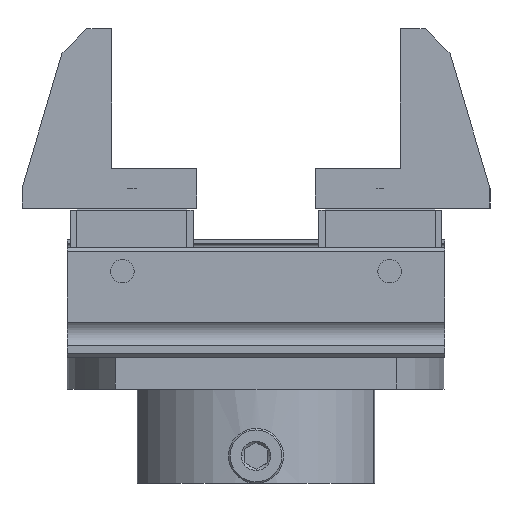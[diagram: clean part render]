
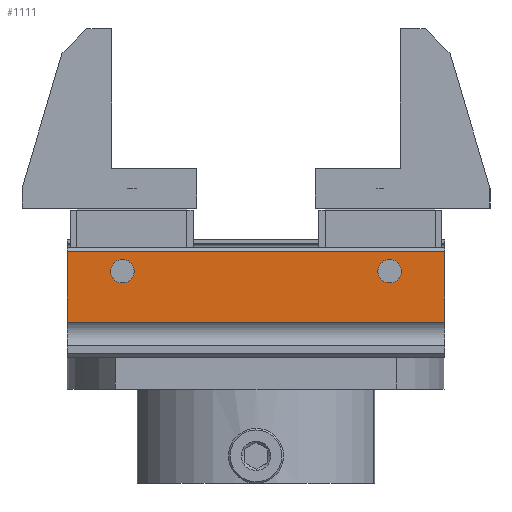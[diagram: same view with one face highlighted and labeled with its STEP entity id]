
A CAD part, front view. The second image highlights one B-rep face of the part: STEP entity #1111.
In plain terms, the highlighted face is planar.
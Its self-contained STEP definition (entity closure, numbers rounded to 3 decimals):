
#588 = DIRECTION ( 'NONE',  ( 0., 0., -1. ) ) ;
#622 = DIRECTION ( 'NONE',  ( 0., 0., 1. ) ) ;
#714 = DIRECTION ( 'NONE',  ( -1., 0., 0. ) ) ;
#1111 = ADVANCED_FACE ( 'NONE', ( #12531, #3629, #2214 ), #7957, .F. ) ;
#1249 = DIRECTION ( 'NONE',  ( 0., 0., -1. ) ) ;
#2166 = AXIS2_PLACEMENT_3D ( 'NONE', #3406, #14875, #588 ) ;
#2204 = DIRECTION ( 'NONE',  ( 0., -1., 0. ) ) ;
#2214 = FACE_BOUND ( 'NONE', #12221, .T. ) ;
#2373 = EDGE_CURVE ( 'NONE', #9475, #7454, #15074, .T. ) ;
#2592 = DIRECTION ( 'NONE',  ( 0., 0., -1. ) ) ;
#2787 = VECTOR ( 'NONE', #2204, 1000. ) ;
#2823 = ORIENTED_EDGE ( 'NONE', *, *, #17495, .F. ) ;
#2946 = EDGE_CURVE ( 'NONE', #12553, #16480, #7882, .T. ) ;
#3072 = VERTEX_POINT ( 'NONE', #6611 ) ;
#3229 = CARTESIAN_POINT ( 'NONE',  ( 16., 9.5, 24. ) ) ;
#3406 = CARTESIAN_POINT ( 'NONE',  ( 16., 3., -17. ) ) ;
#3629 = FACE_BOUND ( 'NONE', #10020, .T. ) ;
#3783 = VERTEX_POINT ( 'NONE', #16897 ) ;
#4929 = DIRECTION ( 'NONE',  ( 1., 0., 0. ) ) ;
#5067 = VECTOR ( 'NONE', #622, 1000. ) ;
#5311 = CARTESIAN_POINT ( 'NONE',  ( 16., 3., -17. ) ) ;
#5403 = CARTESIAN_POINT ( 'NONE',  ( 16., 9.5, -24. ) ) ;
#5701 = CARTESIAN_POINT ( 'NONE',  ( 16., 3., -18.5 ) ) ;
#5905 = CARTESIAN_POINT ( 'NONE',  ( 16., 14., -24. ) ) ;
#5961 = EDGE_LOOP ( 'NONE', ( #16762, #12668, #6473, #6982 ) ) ;
#6167 = EDGE_CURVE ( 'NONE', #9935, #3072, #12394, .T. ) ;
#6180 = LINE ( 'NONE', #7683, #5067 ) ;
#6473 = ORIENTED_EDGE ( 'NONE', *, *, #7147, .F. ) ;
#6611 = CARTESIAN_POINT ( 'NONE',  ( 16., 0.5, -24. ) ) ;
#6982 = ORIENTED_EDGE ( 'NONE', *, *, #2373, .T. ) ;
#7147 = EDGE_CURVE ( 'NONE', #9475, #9935, #11207, .T. ) ;
#7193 = VERTEX_POINT ( 'NONE', #8397 ) ;
#7454 = VERTEX_POINT ( 'NONE', #11592 ) ;
#7592 = EDGE_CURVE ( 'NONE', #3783, #7193, #12014, .T. ) ;
#7683 = CARTESIAN_POINT ( 'NONE',  ( 16., 0.5, -24. ) ) ;
#7694 = CARTESIAN_POINT ( 'NONE',  ( 16., 3., -15.5 ) ) ;
#7882 = CIRCLE ( 'NONE', #2166, 1.5 ) ;
#7957 = PLANE ( 'NONE',  #11736 ) ;
#8332 = CARTESIAN_POINT ( 'NONE',  ( 16., 3., 17. ) ) ;
#8397 = CARTESIAN_POINT ( 'NONE',  ( 16., 3., 15.5 ) ) ;
#8715 = ORIENTED_EDGE ( 'NONE', *, *, #2946, .F. ) ;
#9468 = DIRECTION ( 'NONE',  ( 0., 0., 1. ) ) ;
#9475 = VERTEX_POINT ( 'NONE', #3229 ) ;
#9612 = DIRECTION ( 'NONE',  ( 1., 0., 0. ) ) ;
#9935 = VERTEX_POINT ( 'NONE', #18439 ) ;
#10020 = EDGE_LOOP ( 'NONE', ( #8715, #15686 ) ) ;
#11027 = DIRECTION ( 'NONE',  ( 0., 0., -1. ) ) ;
#11207 = LINE ( 'NONE', #5403, #15299 ) ;
#11264 = CIRCLE ( 'NONE', #11536, 1.5 ) ;
#11354 = EDGE_CURVE ( 'NONE', #3072, #7454, #6180, .T. ) ;
#11375 = DIRECTION ( 'NONE',  ( 0., -1., 0. ) ) ;
#11536 = AXIS2_PLACEMENT_3D ( 'NONE', #5311, #9612, #12506 ) ;
#11592 = CARTESIAN_POINT ( 'NONE',  ( 16., 0.5, 24. ) ) ;
#11736 = AXIS2_PLACEMENT_3D ( 'NONE', #5905, #714, #9468 ) ;
#12014 = CIRCLE ( 'NONE', #14116, 1.5 ) ;
#12221 = EDGE_LOOP ( 'NONE', ( #2823, #17158 ) ) ;
#12341 = VECTOR ( 'NONE', #11375, 1000. ) ;
#12394 = LINE ( 'NONE', #14017, #12341 ) ;
#12506 = DIRECTION ( 'NONE',  ( 0., 0., -1. ) ) ;
#12531 = FACE_OUTER_BOUND ( 'NONE', #5961, .T. ) ;
#12553 = VERTEX_POINT ( 'NONE', #5701 ) ;
#12668 = ORIENTED_EDGE ( 'NONE', *, *, #6167, .F. ) ;
#14017 = CARTESIAN_POINT ( 'NONE',  ( 16., 8.7, -24. ) ) ;
#14045 = CARTESIAN_POINT ( 'NONE',  ( 16., 8.7, 24. ) ) ;
#14116 = AXIS2_PLACEMENT_3D ( 'NONE', #17777, #4929, #1249 ) ;
#14875 = DIRECTION ( 'NONE',  ( 1., 0., 0. ) ) ;
#15074 = LINE ( 'NONE', #14045, #2787 ) ;
#15120 = AXIS2_PLACEMENT_3D ( 'NONE', #8332, #16948, #2592 ) ;
#15299 = VECTOR ( 'NONE', #11027, 1000. ) ;
#15686 = ORIENTED_EDGE ( 'NONE', *, *, #17857, .F. ) ;
#15697 = CIRCLE ( 'NONE', #15120, 1.5 ) ;
#16480 = VERTEX_POINT ( 'NONE', #7694 ) ;
#16762 = ORIENTED_EDGE ( 'NONE', *, *, #11354, .F. ) ;
#16897 = CARTESIAN_POINT ( 'NONE',  ( 16., 3., 18.5 ) ) ;
#16948 = DIRECTION ( 'NONE',  ( 1., 0., 0. ) ) ;
#17158 = ORIENTED_EDGE ( 'NONE', *, *, #7592, .F. ) ;
#17495 = EDGE_CURVE ( 'NONE', #7193, #3783, #15697, .T. ) ;
#17777 = CARTESIAN_POINT ( 'NONE',  ( 16., 3., 17. ) ) ;
#17857 = EDGE_CURVE ( 'NONE', #16480, #12553, #11264, .T. ) ;
#18439 = CARTESIAN_POINT ( 'NONE',  ( 16., 9.5, -24. ) ) ;
